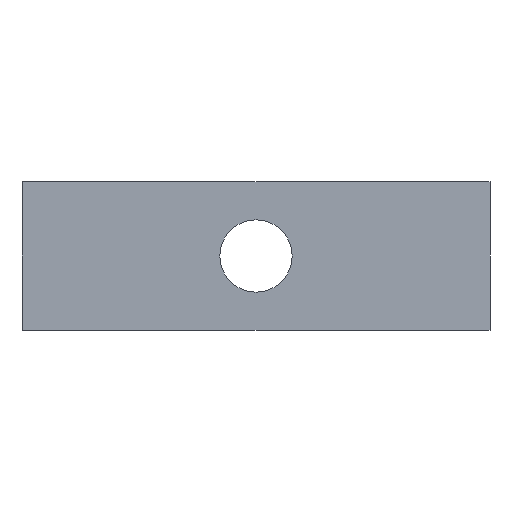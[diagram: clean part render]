
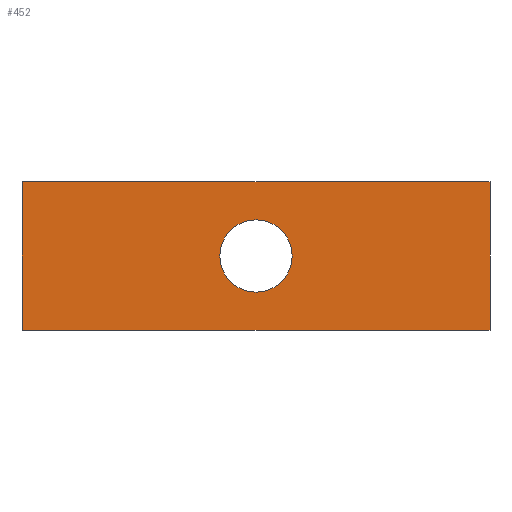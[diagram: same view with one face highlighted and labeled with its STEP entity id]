
A CAD part, front view. The second image highlights one B-rep face of the part: STEP entity #452.
In plain terms, the highlighted planar face has unit normal (0, -1, 0).
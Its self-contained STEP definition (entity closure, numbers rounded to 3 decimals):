
#169=FACE_BOUND('',#878,.T.);
#170=FACE_BOUND('',#879,.T.);
#365=CIRCLE('',#2845,1.7);
#452=ADVANCED_FACE('',(#169,#170),#614,.T.);
#614=PLANE('',#2846);
#878=EDGE_LOOP('',(#1300));
#879=EDGE_LOOP('',(#1301,#1302,#1303,#1304));
#1300=ORIENTED_EDGE('',*,*,#2146,.F.);
#1301=ORIENTED_EDGE('',*,*,#2003,.F.);
#1302=ORIENTED_EDGE('',*,*,#2145,.F.);
#1303=ORIENTED_EDGE('',*,*,#2124,.T.);
#1304=ORIENTED_EDGE('',*,*,#2139,.T.);
#1755=VERTEX_POINT('',#3884);
#1756=VERTEX_POINT('',#3886);
#1854=VERTEX_POINT('',#4125);
#1855=VERTEX_POINT('',#4127);
#1868=VERTEX_POINT('',#4169);
#2003=EDGE_CURVE('',#1755,#1756,#2316,.T.);
#2124=EDGE_CURVE('',#1855,#1854,#2405,.T.);
#2139=EDGE_CURVE('',#1854,#1756,#2417,.T.);
#2145=EDGE_CURVE('',#1855,#1755,#2422,.T.);
#2146=EDGE_CURVE('',#1868,#1868,#365,.T.);
#2316=LINE('',#3885,#2546);
#2405=LINE('',#4126,#2635);
#2417=LINE('',#4155,#2647);
#2422=LINE('',#4166,#2652);
#2546=VECTOR('',#3104,1.);
#2635=VECTOR('',#3299,1.);
#2647=VECTOR('',#3321,1.);
#2652=VECTOR('',#3336,1.);
#2845=AXIS2_PLACEMENT_3D('',#4168,#3339,#3340);
#2846=AXIS2_PLACEMENT_3D('',#4170,#3341,#3342);
#3104=DIRECTION('',(-1.,0.,0.));
#3299=DIRECTION('',(-1.,0.,0.));
#3321=DIRECTION('',(0.,0.,-1.));
#3336=DIRECTION('',(0.,0.,-1.));
#3339=DIRECTION('',(0.,-1.,0.));
#3340=DIRECTION('',(1.,0.,0.));
#3341=DIRECTION('',(0.,-1.,0.));
#3342=DIRECTION('',(1.,0.,0.));
#3884=CARTESIAN_POINT('',(11.,0.,0.));
#3885=CARTESIAN_POINT('',(0.,0.,0.));
#3886=CARTESIAN_POINT('',(-11.,0.,0.));
#4125=CARTESIAN_POINT('',(-11.,0.,7.));
#4126=CARTESIAN_POINT('',(11.,0.,7.));
#4127=CARTESIAN_POINT('',(11.,0.,7.));
#4155=CARTESIAN_POINT('',(-11.,0.,7.));
#4166=CARTESIAN_POINT('',(11.,0.,7.));
#4168=CARTESIAN_POINT('',(0.,0.,3.5));
#4169=CARTESIAN_POINT('',(1.7,0.,3.5));
#4170=CARTESIAN_POINT('',(0.,0.,7.));
